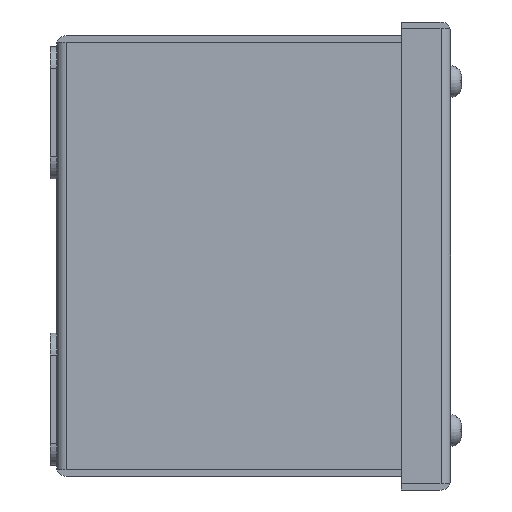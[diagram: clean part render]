
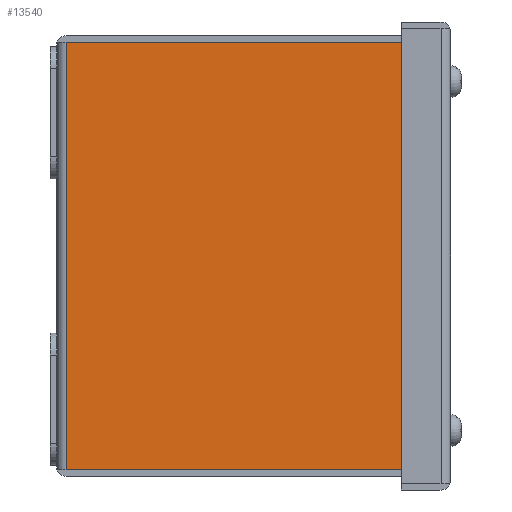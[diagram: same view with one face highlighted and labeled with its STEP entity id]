
A CAD part, front view. The second image highlights one B-rep face of the part: STEP entity #13540.
In plain terms, the highlighted face is planar.
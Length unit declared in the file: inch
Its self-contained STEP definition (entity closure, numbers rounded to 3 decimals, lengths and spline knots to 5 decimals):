
#80 = DIRECTION ( 'NONE',  ( 0., 0., 1. ) ) ;
#2078 = EDGE_CURVE ( 'NONE', #27805, #12201, #18829, .T. ) ;
#2492 = VERTEX_POINT ( 'NONE', #31118 ) ;
#2535 = EDGE_LOOP ( 'NONE', ( #17045, #35825, #35254, #9736 ) ) ;
#3469 = CARTESIAN_POINT ( 'NONE',  ( -16.906, 0., -4.25 ) ) ;
#5680 = LINE ( 'NONE', #28908, #22347 ) ;
#7997 = FACE_OUTER_BOUND ( 'NONE', #2535, .T. ) ;
#9365 = DIRECTION ( 'NONE',  ( -1., 0., 0. ) ) ;
#9736 = ORIENTED_EDGE ( 'NONE', *, *, #34271, .F. ) ;
#12201 = VERTEX_POINT ( 'NONE', #37087 ) ;
#12805 = DIRECTION ( 'NONE',  ( 0., 1., 0. ) ) ;
#13540 = ADVANCED_FACE ( 'NONE', ( #7997 ), #18188, .F. ) ;
#17045 = ORIENTED_EDGE ( 'NONE', *, *, #25665, .F. ) ;
#18188 = PLANE ( 'NONE',  #32368 ) ;
#18829 = LINE ( 'NONE', #21300, #32726 ) ;
#21300 = CARTESIAN_POINT ( 'NONE',  ( -2.42721, 0., -4.25 ) ) ;
#21524 = CARTESIAN_POINT ( 'NONE',  ( 2.392, -0.108, -4.25 ) ) ;
#22069 = EDGE_CURVE ( 'NONE', #37281, #27805, #28168, .T. ) ;
#22347 = VECTOR ( 'NONE', #38003, 39.37008 ) ;
#23175 = CARTESIAN_POINT ( 'NONE',  ( -2.42721, -0.108, -4.25 ) ) ;
#23198 = VECTOR ( 'NONE', #12805, 39.37008 ) ;
#23680 = LINE ( 'NONE', #33668, #23198 ) ;
#24183 = DIRECTION ( 'NONE',  ( 0., -1., 0. ) ) ;
#25665 = EDGE_CURVE ( 'NONE', #12201, #2492, #5680, .T. ) ;
#27671 = VECTOR ( 'NONE', #9365, 39.37008 ) ;
#27805 = VERTEX_POINT ( 'NONE', #23175 ) ;
#28168 = LINE ( 'NONE', #21524, #27671 ) ;
#28908 = CARTESIAN_POINT ( 'NONE',  ( -16.906, -4.142, -4.25 ) ) ;
#31118 = CARTESIAN_POINT ( 'NONE',  ( 2.42721, -4.142, -4.25 ) ) ;
#31802 = CARTESIAN_POINT ( 'NONE',  ( 2.42721, -0.108, -4.25 ) ) ;
#32368 = AXIS2_PLACEMENT_3D ( 'NONE', #3469, #80, #24183 ) ;
#32726 = VECTOR ( 'NONE', #32944, 39.37008 ) ;
#32944 = DIRECTION ( 'NONE',  ( 0., -1., 0. ) ) ;
#33668 = CARTESIAN_POINT ( 'NONE',  ( 2.42721, 0., -4.25 ) ) ;
#34271 = EDGE_CURVE ( 'NONE', #2492, #37281, #23680, .T. ) ;
#35254 = ORIENTED_EDGE ( 'NONE', *, *, #22069, .F. ) ;
#35825 = ORIENTED_EDGE ( 'NONE', *, *, #2078, .F. ) ;
#37087 = CARTESIAN_POINT ( 'NONE',  ( -2.42721, -4.142, -4.25 ) ) ;
#37281 = VERTEX_POINT ( 'NONE', #31802 ) ;
#38003 = DIRECTION ( 'NONE',  ( 1., 0., 0. ) ) ;
